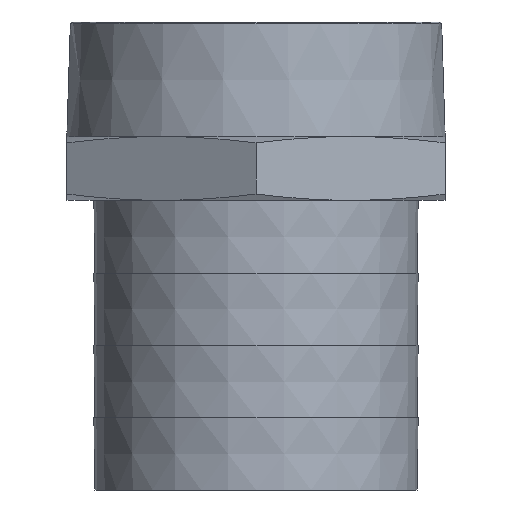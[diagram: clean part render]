
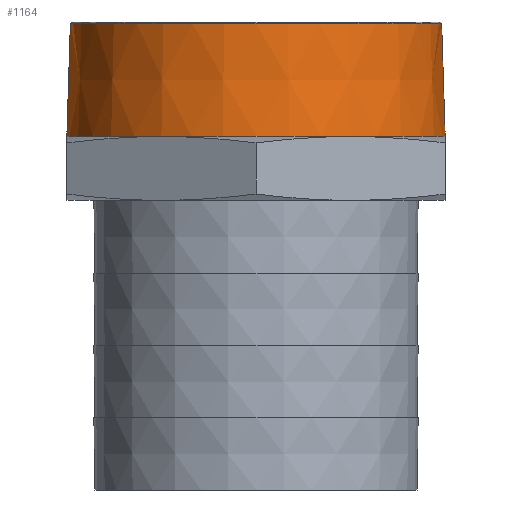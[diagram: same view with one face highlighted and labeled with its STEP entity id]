
A CAD part, front view. The second image highlights one B-rep face of the part: STEP entity #1164.
In plain terms, the highlighted conical face has half-angle 1.78 degrees and reference radius 43.617 mm.
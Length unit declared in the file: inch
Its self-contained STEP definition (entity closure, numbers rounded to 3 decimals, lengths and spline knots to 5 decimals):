
#12 = VERTEX_POINT ( 'NONE', #67 ) ;
#15 = FACE_OUTER_BOUND ( 'NONE', #254, .T. ) ;
#23 = CARTESIAN_POINT ( 'NONE',  ( -1.71721, 0., 4.33 ) ) ;
#52 = CARTESIAN_POINT ( 'NONE',  ( 1.71752, 0., 4.32 ) ) ;
#60 = DIRECTION ( 'NONE',  ( 1., 0., 0. ) ) ;
#67 = CARTESIAN_POINT ( 'NONE',  ( 1.75, 0., 3.275 ) ) ;
#138 = LINE ( 'NONE', #23, #1307 ) ;
#143 = CIRCLE ( 'NONE', #1061, 1.75 ) ;
#188 = CARTESIAN_POINT ( 'NONE',  ( -1.75, 0., 3.275 ) ) ;
#214 = ORIENTED_EDGE ( 'NONE', *, *, #1218, .T. ) ;
#254 = EDGE_LOOP ( 'NONE', ( #722, #700, #214, #1202 ) ) ;
#303 = CIRCLE ( 'NONE', #1089, 1.71752 ) ;
#337 = CARTESIAN_POINT ( 'NONE',  ( 0., 0., 4.33 ) ) ;
#366 = CONICAL_SURFACE ( 'NONE', #970, 1.71721, 0.031 ) ;
#458 = DIRECTION ( 'NONE',  ( -0.031, 0., -1. ) ) ;
#470 = DIRECTION ( 'NONE',  ( 0., 0., -1. ) ) ;
#474 = VERTEX_POINT ( 'NONE', #52 ) ;
#493 = DIRECTION ( 'NONE',  ( 1., 0., 0. ) ) ;
#502 = CARTESIAN_POINT ( 'NONE',  ( 0., 0., 4.32 ) ) ;
#582 = VERTEX_POINT ( 'NONE', #188 ) ;
#588 = DIRECTION ( 'NONE',  ( 0., 0., -1. ) ) ;
#624 = CARTESIAN_POINT ( 'NONE',  ( 1.71721, 0., 4.33 ) ) ;
#700 = ORIENTED_EDGE ( 'NONE', *, *, #834, .T. ) ;
#722 = ORIENTED_EDGE ( 'NONE', *, *, #954, .F. ) ;
#756 = LINE ( 'NONE', #624, #1112 ) ;
#821 = CARTESIAN_POINT ( 'NONE',  ( 0., 0., 3.275 ) ) ;
#834 = EDGE_CURVE ( 'NONE', #474, #1351, #303, .T. ) ;
#901 = EDGE_CURVE ( 'NONE', #582, #12, #143, .T. ) ;
#932 = DIRECTION ( 'NONE',  ( 0., 0., 1. ) ) ;
#954 = EDGE_CURVE ( 'NONE', #474, #12, #756, .T. ) ;
#970 = AXIS2_PLACEMENT_3D ( 'NONE', #337, #470, #1001 ) ;
#992 = CARTESIAN_POINT ( 'NONE',  ( -1.71752, 0., 4.32 ) ) ;
#1001 = DIRECTION ( 'NONE',  ( -1., 0., 0. ) ) ;
#1061 = AXIS2_PLACEMENT_3D ( 'NONE', #821, #932, #60 ) ;
#1089 = AXIS2_PLACEMENT_3D ( 'NONE', #502, #588, #493 ) ;
#1112 = VECTOR ( 'NONE', #1295, 39.37008 ) ;
#1164 = ADVANCED_FACE ( 'NONE', ( #15 ), #366, .T. ) ;
#1202 = ORIENTED_EDGE ( 'NONE', *, *, #901, .T. ) ;
#1218 = EDGE_CURVE ( 'NONE', #1351, #582, #138, .T. ) ;
#1295 = DIRECTION ( 'NONE',  ( 0.031, 0., -1. ) ) ;
#1307 = VECTOR ( 'NONE', #458, 39.37008 ) ;
#1351 = VERTEX_POINT ( 'NONE', #992 ) ;
